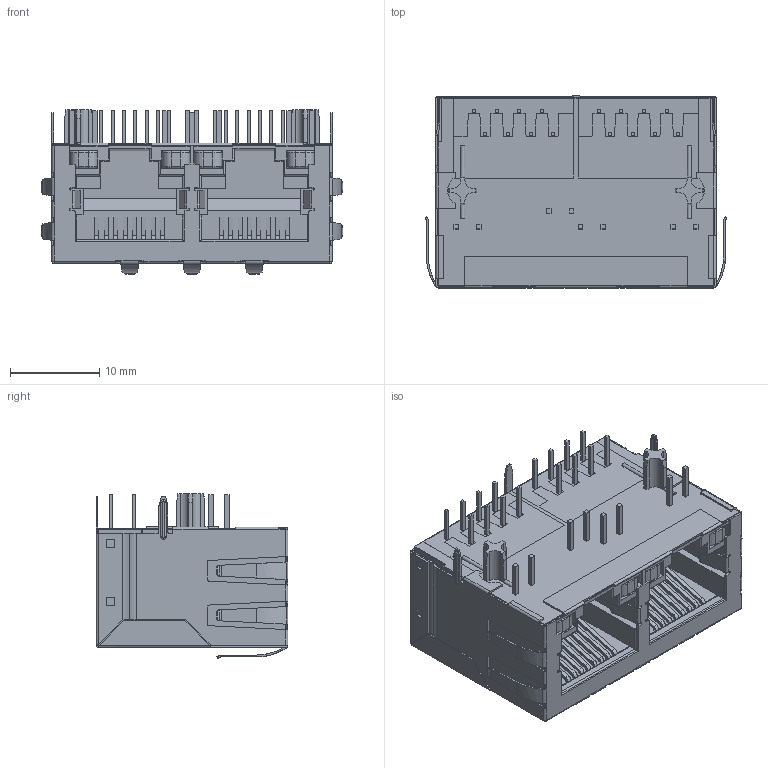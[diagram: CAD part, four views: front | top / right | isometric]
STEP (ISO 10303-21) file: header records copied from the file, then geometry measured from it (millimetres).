
FILE_DESCRIPTION( ( 'Unknown' ), '1' );
FILE_NAME( '7499021125.stp', 'Unknown', ( 'Unknown' ), ( 'Unknown' ), 'PSStep 17.0.49', 'Unknown', ' ' );
FILE_SCHEMA( ( 'AUTOMOTIVE_DESIGN { 1 0 10303 214 1 1 1 1 }' ) );
Length unit declared in the file: millimetre
Products named in the file (4): Assem1; Shielding; Insulator; Insulator_2
Assembly tree (4 placements, depth 2):
  Assem1
    Shielding
    Insulator
    Insulator_2  x2
Bounding box: 33.85 x 21.5 x 18.47 mm (x, y, z)
Volume: 6840.2 mm3; surface area: 11597.4 mm2
Topology: 4 solids, 4 shells, 1286 faces, 3435 edges, 2172 vertices
Faces by surface type: plane 786, cylinder 362, bspline 84, torus 20, extrusion 14, sphere 12, cone 8
Entity records: 47476 total; most frequent: CARTESIAN_POINT 9809, ORIENTED_EDGE 6198, DIRECTION 5431, EDGE_CURVE 3099, VECTOR 2113, LINE 2099, VERTEX_POINT 1956, AXIS2_PLACEMENT_3D 1659
